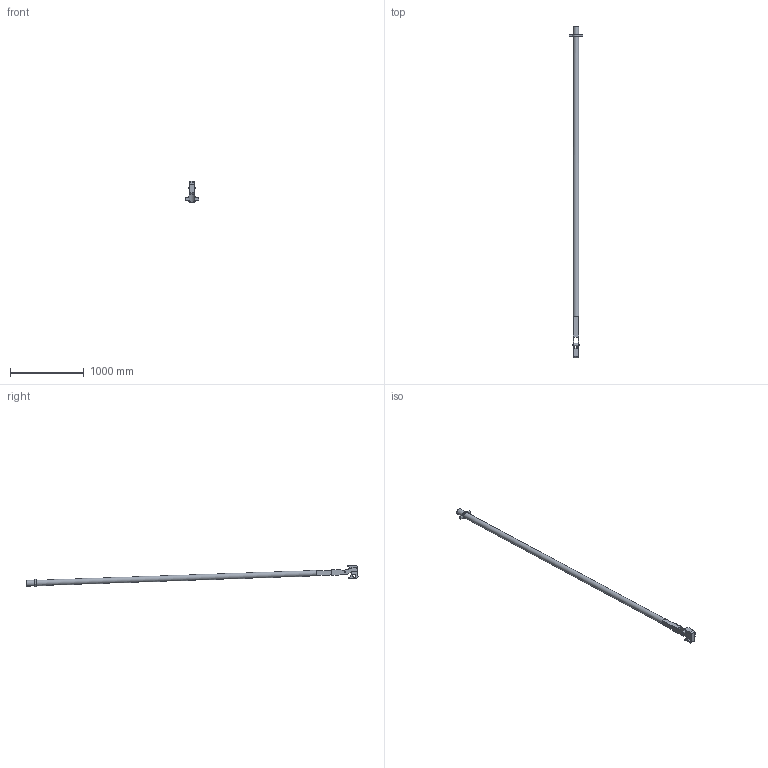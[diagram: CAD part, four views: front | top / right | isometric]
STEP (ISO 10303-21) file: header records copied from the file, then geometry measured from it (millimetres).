
FILE_DESCRIPTION( ( '' ), ' ' );
FILE_NAME( '5d3fd5de1d9a831606185635.step', '2019-07-30T05:30:06', ( '' ), ( '' ), ' ', ' ', ' ' );
FILE_SCHEMA( ( 'AUTOMOTIVE_DESIGN { 1 0 10303 214 1 1 1 1 }' ) );
Length unit declared in the file: metre
Products named in the file (1): Extension Cylinder Case
Bounding box: 188 x 4499.19 x 293.31 mm (x, y, z)
Volume: 5591745 mm3; surface area: 2094236.6 mm2
Topology: 1 solids, 1 shells, 106 faces, 280 edges, 180 vertices
Faces by surface type: plane 67, cylinder 35, cone 3, torus 1
Full cylindrical faces by diameter (mm): 6.35 x2, 12.7 x2, 38.1 x1, 44.45 x2, 71.12 x1, 77.47 x2
Entity records: 4040 total; most frequent: DIRECTION 562, CARTESIAN_POINT 543, ORIENTED_EDGE 522, EDGE_CURVE 261, AXIS2_PLACEMENT_3D 194, VERTEX_POINT 175, LINE 174, VECTOR 174
